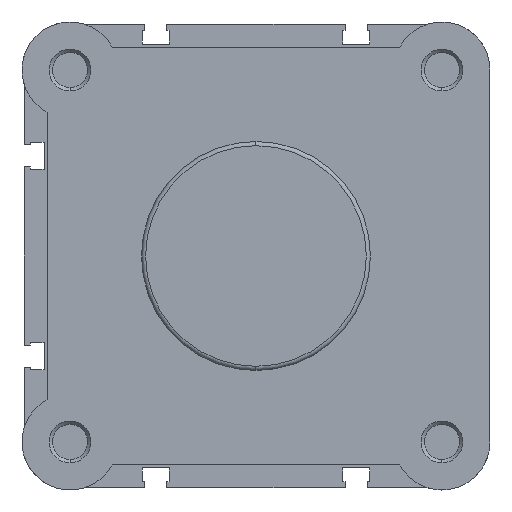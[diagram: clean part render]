
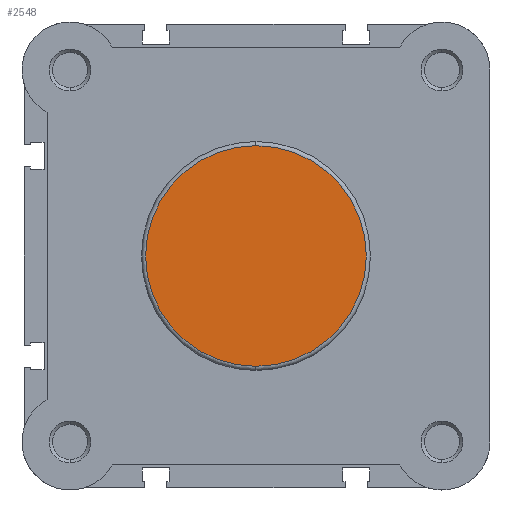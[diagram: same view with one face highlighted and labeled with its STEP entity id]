
A CAD part, left-side view. The second image highlights one B-rep face of the part: STEP entity #2548.
In plain terms, the highlighted planar face has unit normal (-1, 0, 0).
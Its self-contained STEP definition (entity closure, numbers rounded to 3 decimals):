
#68 = EDGE_LOOP ( 'NONE', ( #1728, #1731 ) ) ;
#1728 = ORIENTED_EDGE ( 'NONE', *, *, #4216, .T. ) ;
#1731 = ORIENTED_EDGE ( 'NONE', *, *, #4247, .T. ) ;
#2548 = ADVANCED_FACE ( 'NONE', ( #6112 ), #4924, .F. ) ;
#2768 = CARTESIAN_POINT ( 'NONE',  ( 0., 0., 0. ) ) ;
#2769 = DIRECTION ( 'NONE',  ( -1., 0., 0. ) ) ;
#2770 = DIRECTION ( 'NONE',  ( 0., 0., -1. ) ) ;
#2986 = VERTEX_POINT ( 'NONE', #5803 ) ;
#2998 = VERTEX_POINT ( 'NONE', #5815 ) ;
#4216 = EDGE_CURVE ( 'NONE', #2986, #2998, #6568, .T. ) ;
#4247 = EDGE_CURVE ( 'NONE', #2998, #2986, #6616, .T. ) ;
#4447 = AXIS2_PLACEMENT_3D ( 'NONE', #4927, #4933, #4934 ) ;
#4646 = AXIS2_PLACEMENT_3D ( 'NONE', #6008, #6010, #6011 ) ;
#4709 = AXIS2_PLACEMENT_3D ( 'NONE', #2768, #2769, #2770 ) ;
#4924 = PLANE ( 'NONE',  #4447 ) ;
#4927 = CARTESIAN_POINT ( 'NONE',  ( 0., 27.4, 0. ) ) ;
#4933 = DIRECTION ( 'NONE',  ( 1., 0., 0. ) ) ;
#4934 = DIRECTION ( 'NONE',  ( 0., 0., -1. ) ) ;
#5803 = CARTESIAN_POINT ( 'NONE',  ( 0., 0., -26.4 ) ) ;
#5815 = CARTESIAN_POINT ( 'NONE',  ( 0., 0., 26.4 ) ) ;
#6008 = CARTESIAN_POINT ( 'NONE',  ( 0., 0., 0. ) ) ;
#6010 = DIRECTION ( 'NONE',  ( -1., 0., 0. ) ) ;
#6011 = DIRECTION ( 'NONE',  ( 0., 0., -1. ) ) ;
#6112 = FACE_OUTER_BOUND ( 'NONE', #68, .T. ) ;
#6568 = CIRCLE ( 'NONE', #4646, 26.4 ) ;
#6616 = CIRCLE ( 'NONE', #4709, 26.4 ) ;
